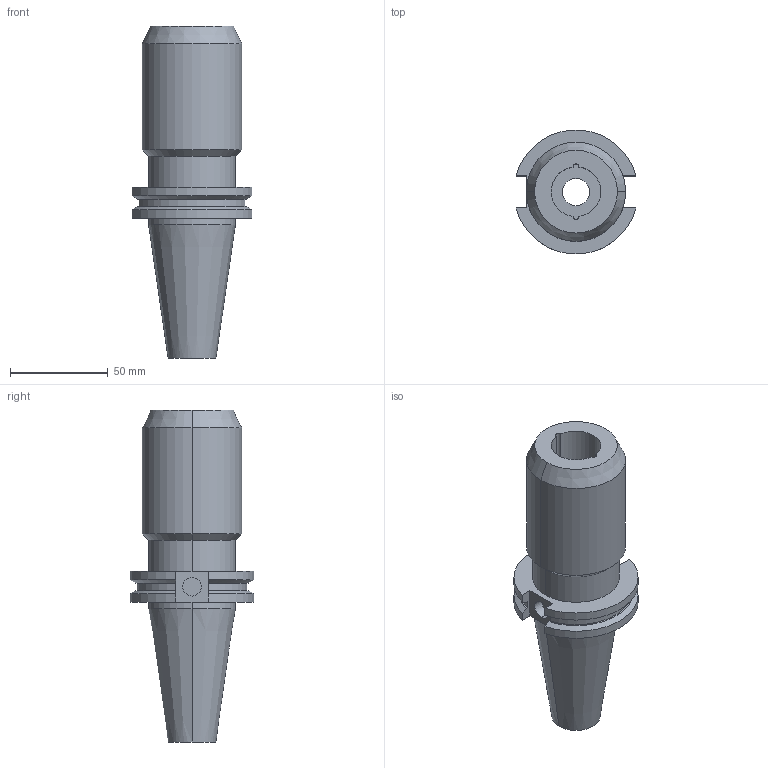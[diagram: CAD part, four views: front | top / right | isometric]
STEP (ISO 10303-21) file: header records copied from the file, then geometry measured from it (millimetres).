
FILE_DESCRIPTION (( 'STEP AP203' ), '1' );
FILE_NAME ('STP-SATE-22925B.STEP', '2018-02-24T08:37:32', ( '' ), ( '' ), 'SwSTEP 2.0', 'SolidWorks 2015', '' );
FILE_SCHEMA (( 'CONFIG_CONTROL_DESIGN' ));
Length unit declared in the file: millimetre
Products named in the file (1): STP-SATE-22925B
Bounding box: 61.35 x 63.26 x 169.85 mm (x, y, z)
Volume: 217750.7 mm3; surface area: 40191.4 mm2
Topology: 1 solids, 1 shells, 60 faces, 145 edges, 94 vertices
Faces by surface type: cylinder 31, plane 19, cone 10
Entity records: 1864 total; most frequent: DIRECTION 329, CARTESIAN_POINT 324, ORIENTED_EDGE 290, EDGE_CURVE 145, AXIS2_PLACEMENT_3D 131, VERTEX_POINT 94, CIRCLE 70, EDGE_LOOP 69
